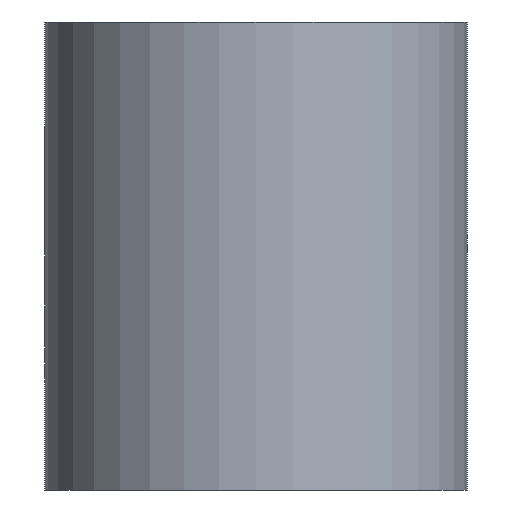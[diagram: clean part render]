
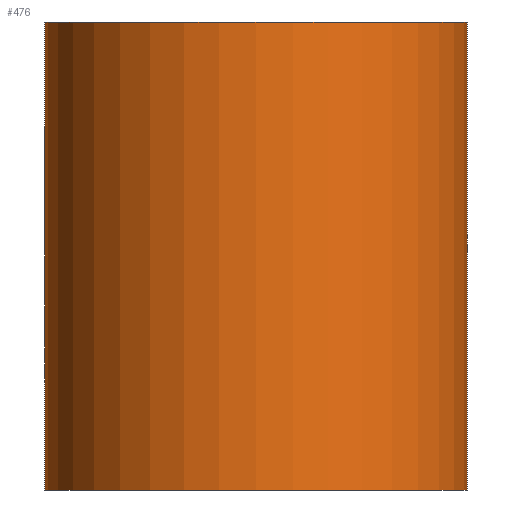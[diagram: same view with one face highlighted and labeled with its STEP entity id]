
A CAD part, front view. The second image highlights one B-rep face of the part: STEP entity #476.
In plain terms, the highlighted cylindrical face has radius 7.163 mm (diameter 14.326 mm), a partial arc.
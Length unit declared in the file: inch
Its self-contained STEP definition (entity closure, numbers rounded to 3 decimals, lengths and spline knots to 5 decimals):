
#25 = EDGE_CURVE ( 'NONE', #411, #482, #549, .T. ) ;
#37 = DIRECTION ( 'NONE',  ( 0., 0., -1. ) ) ;
#55 = ORIENTED_EDGE ( 'NONE', *, *, #25, .F. ) ;
#61 = CARTESIAN_POINT ( 'NONE',  ( -0.032, -1.031, 0.3125 ) ) ;
#83 = VECTOR ( 'NONE', #225, 39.37008 ) ;
#103 = CARTESIAN_POINT ( 'NONE',  ( 0.25, -1.031, -0.3125 ) ) ;
#104 = DIRECTION ( 'NONE',  ( 0., 0., -1. ) ) ;
#107 = DIRECTION ( 'NONE',  ( 0., 0., -1. ) ) ;
#111 = DIRECTION ( 'NONE',  ( 1., 0., 0. ) ) ;
#149 = VECTOR ( 'NONE', #107, 39.37008 ) ;
#151 = CARTESIAN_POINT ( 'NONE',  ( 0.25, -0.749, 0.3125 ) ) ;
#159 = LINE ( 'NONE', #61, #149 ) ;
#164 = DIRECTION ( 'NONE',  ( 1., 0., 0. ) ) ;
#168 = DIRECTION ( 'NONE',  ( 0., 0., -1. ) ) ;
#170 = CARTESIAN_POINT ( 'NONE',  ( 0.25, -1.031, 0.3125 ) ) ;
#174 = CARTESIAN_POINT ( 'NONE',  ( -0.032, -1.031, -0.3125 ) ) ;
#187 = EDGE_LOOP ( 'NONE', ( #460, #55, #395, #318 ) ) ;
#188 = EDGE_CURVE ( 'NONE', #466, #551, #159, .T. ) ;
#189 = CIRCLE ( 'NONE', #474, 0.282 ) ;
#203 = CARTESIAN_POINT ( 'NONE',  ( 0.25, -0.749, -0.3125 ) ) ;
#225 = DIRECTION ( 'NONE',  ( 0., 0., -1. ) ) ;
#233 = CARTESIAN_POINT ( 'NONE',  ( -0.032, -1.031, 0.3125 ) ) ;
#244 = CYLINDRICAL_SURFACE ( 'NONE', #324, 0.282 ) ;
#262 = CIRCLE ( 'NONE', #338, 0.282 ) ;
#269 = CARTESIAN_POINT ( 'NONE',  ( 0.25, -0.749, 0.3125 ) ) ;
#274 = EDGE_CURVE ( 'NONE', #411, #466, #262, .T. ) ;
#315 = EDGE_CURVE ( 'NONE', #482, #551, #189, .T. ) ;
#318 = ORIENTED_EDGE ( 'NONE', *, *, #188, .T. ) ;
#321 = CARTESIAN_POINT ( 'NONE',  ( 0.25, -1.031, 0.3125 ) ) ;
#324 = AXIS2_PLACEMENT_3D ( 'NONE', #321, #37, #524 ) ;
#338 = AXIS2_PLACEMENT_3D ( 'NONE', #170, #168, #164 ) ;
#395 = ORIENTED_EDGE ( 'NONE', *, *, #274, .T. ) ;
#411 = VERTEX_POINT ( 'NONE', #269 ) ;
#460 = ORIENTED_EDGE ( 'NONE', *, *, #315, .F. ) ;
#466 = VERTEX_POINT ( 'NONE', #233 ) ;
#474 = AXIS2_PLACEMENT_3D ( 'NONE', #103, #104, #111 ) ;
#476 = ADVANCED_FACE ( 'NONE', ( #504 ), #244, .T. ) ;
#482 = VERTEX_POINT ( 'NONE', #203 ) ;
#504 = FACE_OUTER_BOUND ( 'NONE', #187, .T. ) ;
#524 = DIRECTION ( 'NONE',  ( -1., 0., 0. ) ) ;
#549 = LINE ( 'NONE', #151, #83 ) ;
#551 = VERTEX_POINT ( 'NONE', #174 ) ;
